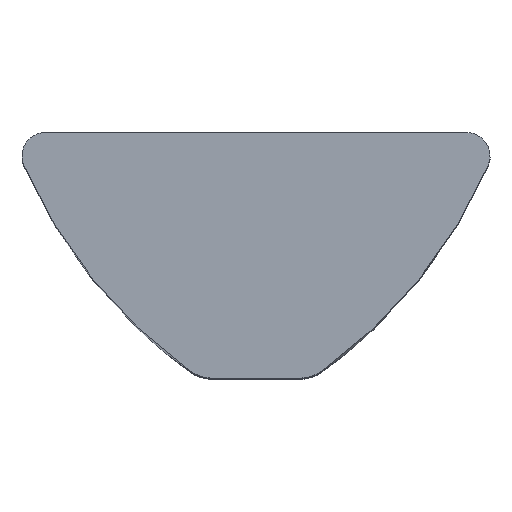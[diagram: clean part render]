
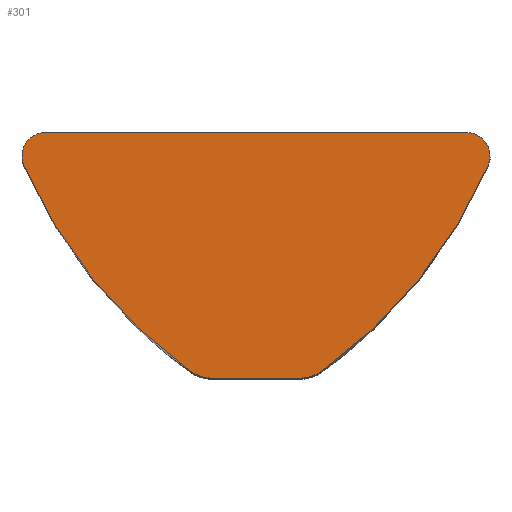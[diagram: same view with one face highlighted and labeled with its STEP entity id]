
A CAD part, top view. The second image highlights one B-rep face of the part: STEP entity #301.
In plain terms, the highlighted planar face has unit normal (0, 0, 1).
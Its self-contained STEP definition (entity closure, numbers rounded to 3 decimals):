
#18 = CARTESIAN_POINT ( 'NONE',  ( -3.6, -0.4, 6. ) ) ;
#25 = DIRECTION ( 'NONE',  ( 1., 0., 0. ) ) ;
#31 = AXIS2_PLACEMENT_3D ( 'NONE', #540, #115, #607 ) ;
#33 = CIRCLE ( 'NONE', #281, 0.4 ) ;
#84 = AXIS2_PLACEMENT_3D ( 'NONE', #653, #223, #735 ) ;
#87 = CARTESIAN_POINT ( 'NONE',  ( -3.6, 0., 6. ) ) ;
#90 = DIRECTION ( 'NONE',  ( 1., 0., 0. ) ) ;
#91 = DIRECTION ( 'NONE',  ( 1., 0., 0. ) ) ;
#92 = CARTESIAN_POINT ( 'NONE',  ( -3.6, -0.4, 6. ) ) ;
#112 = CARTESIAN_POINT ( 'NONE',  ( -2.45, 0., 6. ) ) ;
#115 = DIRECTION ( 'NONE',  ( 0., 0., 1. ) ) ;
#131 = CARTESIAN_POINT ( 'NONE',  ( -1.139, -4.068, 6. ) ) ;
#136 = CIRCLE ( 'NONE', #31, 8.5 ) ;
#147 = CARTESIAN_POINT ( 'NONE',  ( -0.73, -3.5, 6. ) ) ;
#158 = DIRECTION ( 'NONE',  ( 1., 0., 0. ) ) ;
#177 = CARTESIAN_POINT ( 'NONE',  ( -0.73, -4.2, 6. ) ) ;
#179 = CARTESIAN_POINT ( 'NONE',  ( 3.6, 0., 6. ) ) ;
#182 = VERTEX_POINT ( 'NONE', #131 ) ;
#199 = VERTEX_POINT ( 'NONE', #267 ) ;
#211 = DIRECTION ( 'NONE',  ( 1., 0., 0. ) ) ;
#212 = VECTOR ( 'NONE', #753, 1000. ) ;
#219 = ORIENTED_EDGE ( 'NONE', *, *, #695, .T. ) ;
#223 = DIRECTION ( 'NONE',  ( 0., 0., 1. ) ) ;
#250 = EDGE_CURVE ( 'NONE', #299, #343, #479, .T. ) ;
#256 = CIRCLE ( 'NONE', #528, 0.7 ) ;
#267 = CARTESIAN_POINT ( 'NONE',  ( 3.967, -0.559, 6. ) ) ;
#271 = VERTEX_POINT ( 'NONE', #87 ) ;
#281 = AXIS2_PLACEMENT_3D ( 'NONE', #841, #407, #909 ) ;
#284 = EDGE_CURVE ( 'NONE', #518, #299, #811, .T. ) ;
#299 = VERTEX_POINT ( 'NONE', #371 ) ;
#301 = ADVANCED_FACE ( 'NONE', ( #424 ), #802, .T. ) ;
#326 = ORIENTED_EDGE ( 'NONE', *, *, #284, .T. ) ;
#333 = EDGE_CURVE ( 'NONE', #836, #271, #855, .T. ) ;
#336 = AXIS2_PLACEMENT_3D ( 'NONE', #366, #851, #418 ) ;
#338 = ORIENTED_EDGE ( 'NONE', *, *, #333, .T. ) ;
#341 = ORIENTED_EDGE ( 'NONE', *, *, #590, .T. ) ;
#343 = VERTEX_POINT ( 'NONE', #823 ) ;
#356 = EDGE_CURVE ( 'NONE', #199, #836, #33, .T. ) ;
#366 = CARTESIAN_POINT ( 'NONE',  ( -3.828, 2.83, 6. ) ) ;
#371 = CARTESIAN_POINT ( 'NONE',  ( 0.73, -4.2, 6. ) ) ;
#406 = AXIS2_PLACEMENT_3D ( 'NONE', #92, #583, #158 ) ;
#407 = DIRECTION ( 'NONE',  ( 0., 0., 1. ) ) ;
#413 = ORIENTED_EDGE ( 'NONE', *, *, #722, .T. ) ;
#418 = DIRECTION ( 'NONE',  ( -1., 0., 0. ) ) ;
#424 = FACE_OUTER_BOUND ( 'NONE', #900, .T. ) ;
#448 = DIRECTION ( 'NONE',  ( 0., 0., 1. ) ) ;
#463 = AXIS2_PLACEMENT_3D ( 'NONE', #18, #517, #90 ) ;
#479 = CIRCLE ( 'NONE', #84, 0.7 ) ;
#512 = CARTESIAN_POINT ( 'NONE',  ( 0.95, -4.2, 6. ) ) ;
#517 = DIRECTION ( 'NONE',  ( 0., 0., 1. ) ) ;
#518 = VERTEX_POINT ( 'NONE', #177 ) ;
#519 = CARTESIAN_POINT ( 'NONE',  ( -3.6, -0.4, 6. ) ) ;
#528 = AXIS2_PLACEMENT_3D ( 'NONE', #147, #643, #211 ) ;
#540 = CARTESIAN_POINT ( 'NONE',  ( 3.828, 2.83, 6. ) ) ;
#551 = CIRCLE ( 'NONE', #406, 0.4 ) ;
#569 = AXIS2_PLACEMENT_3D ( 'NONE', #519, #448, #25 ) ;
#583 = DIRECTION ( 'NONE',  ( 0., 0., 1. ) ) ;
#590 = EDGE_CURVE ( 'NONE', #343, #199, #712, .T. ) ;
#607 = DIRECTION ( 'NONE',  ( 1., 0., 0. ) ) ;
#618 = VECTOR ( 'NONE', #91, 1000. ) ;
#631 = EDGE_CURVE ( 'NONE', #182, #518, #256, .T. ) ;
#636 = ORIENTED_EDGE ( 'NONE', *, *, #356, .T. ) ;
#643 = DIRECTION ( 'NONE',  ( 0., 0., 1. ) ) ;
#644 = ORIENTED_EDGE ( 'NONE', *, *, #631, .T. ) ;
#653 = CARTESIAN_POINT ( 'NONE',  ( 0.73, -3.5, 6. ) ) ;
#695 = EDGE_CURVE ( 'NONE', #271, #804, #780, .T. ) ;
#712 = CIRCLE ( 'NONE', #336, 8.5 ) ;
#722 = EDGE_CURVE ( 'NONE', #804, #773, #551, .T. ) ;
#734 = ORIENTED_EDGE ( 'NONE', *, *, #817, .T. ) ;
#735 = DIRECTION ( 'NONE',  ( 1., 0., 0. ) ) ;
#753 = DIRECTION ( 'NONE',  ( -1., 0., 0. ) ) ;
#773 = VERTEX_POINT ( 'NONE', #883 ) ;
#780 = CIRCLE ( 'NONE', #463, 0.4 ) ;
#802 = PLANE ( 'NONE',  #569 ) ;
#804 = VERTEX_POINT ( 'NONE', #891 ) ;
#811 = LINE ( 'NONE', #512, #618 ) ;
#817 = EDGE_CURVE ( 'NONE', #773, #182, #136, .T. ) ;
#823 = CARTESIAN_POINT ( 'NONE',  ( 1.139, -4.068, 6. ) ) ;
#836 = VERTEX_POINT ( 'NONE', #179 ) ;
#841 = CARTESIAN_POINT ( 'NONE',  ( 3.6, -0.4, 6. ) ) ;
#849 = ORIENTED_EDGE ( 'NONE', *, *, #250, .T. ) ;
#851 = DIRECTION ( 'NONE',  ( 0., 0., 1. ) ) ;
#855 = LINE ( 'NONE', #112, #212 ) ;
#883 = CARTESIAN_POINT ( 'NONE',  ( -3.967, -0.559, 6. ) ) ;
#891 = CARTESIAN_POINT ( 'NONE',  ( -4., -0.4, 6. ) ) ;
#900 = EDGE_LOOP ( 'NONE', ( #326, #849, #341, #636, #338, #219, #413, #734, #644 ) ) ;
#909 = DIRECTION ( 'NONE',  ( -1., 0., 0. ) ) ;
